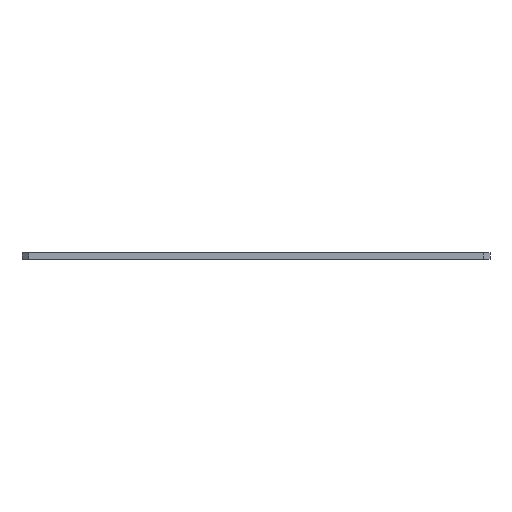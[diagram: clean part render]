
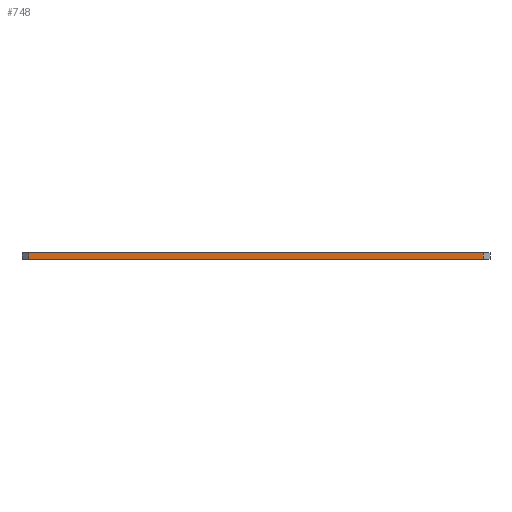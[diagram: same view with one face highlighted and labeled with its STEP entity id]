
A CAD part, front view. The second image highlights one B-rep face of the part: STEP entity #748.
In plain terms, the highlighted planar face has unit normal (0, -1, 0).
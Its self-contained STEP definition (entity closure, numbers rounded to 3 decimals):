
#3 = CARTESIAN_POINT ( 'NONE',  ( 0., -135., -2. ) ) ;
#31 = VECTOR ( 'NONE', #49, 1000. ) ;
#49 = DIRECTION ( 'NONE',  ( 0., 0., -1. ) ) ;
#54 = CARTESIAN_POINT ( 'NONE',  ( 2., -135., -2. ) ) ;
#56 = FACE_OUTER_BOUND ( 'NONE', #559, .T. ) ;
#63 = VERTEX_POINT ( 'NONE', #269 ) ;
#69 = ORIENTED_EDGE ( 'NONE', *, *, #371, .T. ) ;
#87 = EDGE_CURVE ( 'NONE', #63, #317, #572, .T. ) ;
#128 = VERTEX_POINT ( 'NONE', #486 ) ;
#131 = CARTESIAN_POINT ( 'NONE',  ( 133., -135., 0. ) ) ;
#152 = LINE ( 'NONE', #651, #689 ) ;
#157 = EDGE_CURVE ( 'NONE', #128, #317, #420, .T. ) ;
#159 = DIRECTION ( 'NONE',  ( -1., 0., 0. ) ) ;
#188 = PLANE ( 'NONE',  #198 ) ;
#198 = AXIS2_PLACEMENT_3D ( 'NONE', #3, #621, #314 ) ;
#219 = ORIENTED_EDGE ( 'NONE', *, *, #665, .T. ) ;
#225 = VECTOR ( 'NONE', #745, 1000. ) ;
#269 = CARTESIAN_POINT ( 'NONE',  ( 133., -135., -2. ) ) ;
#272 = VECTOR ( 'NONE', #159, 1000. ) ;
#311 = CARTESIAN_POINT ( 'NONE',  ( 2., -135., -2. ) ) ;
#314 = DIRECTION ( 'NONE',  ( 0., 0., 1. ) ) ;
#317 = VERTEX_POINT ( 'NONE', #311 ) ;
#344 = DIRECTION ( 'NONE',  ( 0., 0., 1. ) ) ;
#371 = EDGE_CURVE ( 'NONE', #590, #128, #419, .T. ) ;
#419 = LINE ( 'NONE', #543, #225 ) ;
#420 = LINE ( 'NONE', #54, #31 ) ;
#486 = CARTESIAN_POINT ( 'NONE',  ( 2., -135., 0. ) ) ;
#543 = CARTESIAN_POINT ( 'NONE',  ( 0., -135., 0. ) ) ;
#559 = EDGE_LOOP ( 'NONE', ( #602, #219, #69, #757 ) ) ;
#572 = LINE ( 'NONE', #768, #272 ) ;
#590 = VERTEX_POINT ( 'NONE', #131 ) ;
#602 = ORIENTED_EDGE ( 'NONE', *, *, #87, .F. ) ;
#621 = DIRECTION ( 'NONE',  ( 0., 1., 0. ) ) ;
#651 = CARTESIAN_POINT ( 'NONE',  ( 133., -135., -2. ) ) ;
#665 = EDGE_CURVE ( 'NONE', #63, #590, #152, .T. ) ;
#689 = VECTOR ( 'NONE', #344, 1000. ) ;
#745 = DIRECTION ( 'NONE',  ( -1., 0., 0. ) ) ;
#748 = ADVANCED_FACE ( 'NONE', ( #56 ), #188, .F. ) ;
#757 = ORIENTED_EDGE ( 'NONE', *, *, #157, .T. ) ;
#768 = CARTESIAN_POINT ( 'NONE',  ( 0., -135., -2. ) ) ;
